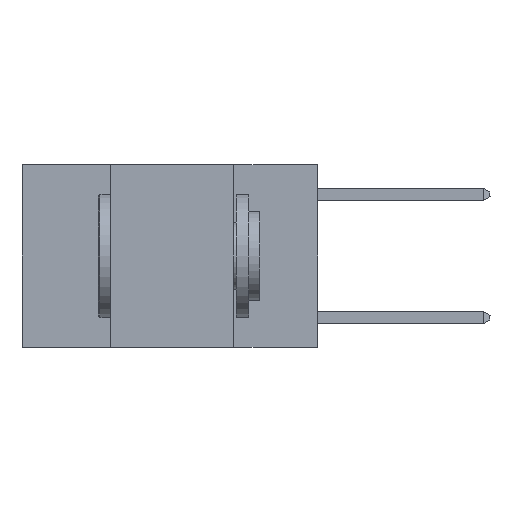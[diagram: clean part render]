
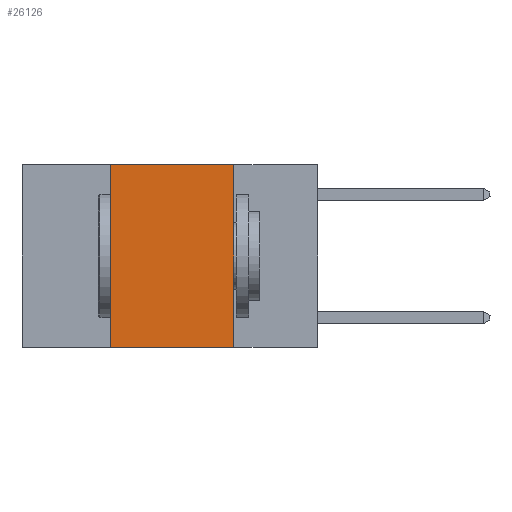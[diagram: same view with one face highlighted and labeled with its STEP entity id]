
A CAD part, left-side view. The second image highlights one B-rep face of the part: STEP entity #26126.
In plain terms, the highlighted planar face has unit normal (-1, 0, 0).
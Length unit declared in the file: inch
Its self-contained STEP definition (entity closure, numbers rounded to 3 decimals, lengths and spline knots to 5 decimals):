
#1534 = CARTESIAN_POINT ( 'NONE',  ( 0., 0.6, 0. ) ) ;
#1662 = DIRECTION ( 'NONE',  ( 1., 0., 0. ) ) ;
#2911 = CARTESIAN_POINT ( 'NONE',  ( 0., 0.6, -0.37 ) ) ;
#3612 = DIRECTION ( 'NONE',  ( 0., 0., 1. ) ) ;
#3694 = DIRECTION ( 'NONE',  ( 0., 0., -1. ) ) ;
#3932 = VECTOR ( 'NONE', #13851, 39.37008 ) ;
#4540 = VERTEX_POINT ( 'NONE', #17983 ) ;
#5585 = FACE_OUTER_BOUND ( 'NONE', #28522, .T. ) ;
#7047 = CARTESIAN_POINT ( 'NONE',  ( 0., 0.17, 0. ) ) ;
#8228 = EDGE_CURVE ( 'NONE', #17527, #22657, #25534, .T. ) ;
#9222 = LINE ( 'NONE', #7047, #3932 ) ;
#10284 = EDGE_CURVE ( 'NONE', #22547, #4540, #9222, .T. ) ;
#10463 = ORIENTED_EDGE ( 'NONE', *, *, #10284, .F. ) ;
#11731 = DIRECTION ( 'NONE',  ( 0., -1., 0. ) ) ;
#12827 = VECTOR ( 'NONE', #24649, 39.37008 ) ;
#13851 = DIRECTION ( 'NONE',  ( 0., 0., -1. ) ) ;
#14043 = EDGE_CURVE ( 'NONE', #22657, #22547, #24787, .T. ) ;
#14268 = PLANE ( 'NONE',  #28558 ) ;
#15133 = VECTOR ( 'NONE', #3612, 39.37008 ) ;
#15214 = CARTESIAN_POINT ( 'NONE',  ( 0., 0.17, 0. ) ) ;
#15839 = VECTOR ( 'NONE', #11731, 39.37008 ) ;
#17527 = VERTEX_POINT ( 'NONE', #26878 ) ;
#17983 = CARTESIAN_POINT ( 'NONE',  ( 0., 0.17, -0.37 ) ) ;
#21019 = CARTESIAN_POINT ( 'NONE',  ( 0., 0.42, 0. ) ) ;
#21413 = ORIENTED_EDGE ( 'NONE', *, *, #14043, .F. ) ;
#21589 = ORIENTED_EDGE ( 'NONE', *, *, #22334, .T. ) ;
#22175 = CARTESIAN_POINT ( 'NONE',  ( 0., 0.6, 0. ) ) ;
#22334 = EDGE_CURVE ( 'NONE', #17527, #4540, #26871, .T. ) ;
#22547 = VERTEX_POINT ( 'NONE', #15214 ) ;
#22657 = VERTEX_POINT ( 'NONE', #28289 ) ;
#24649 = DIRECTION ( 'NONE',  ( 0., -1., 0. ) ) ;
#24787 = LINE ( 'NONE', #22175, #12827 ) ;
#25534 = LINE ( 'NONE', #21019, #15133 ) ;
#26126 = ADVANCED_FACE ( 'NONE', ( #5585 ), #14268, .F. ) ;
#26242 = ORIENTED_EDGE ( 'NONE', *, *, #8228, .F. ) ;
#26871 = LINE ( 'NONE', #2911, #15839 ) ;
#26878 = CARTESIAN_POINT ( 'NONE',  ( 0., 0.42, -0.37 ) ) ;
#28289 = CARTESIAN_POINT ( 'NONE',  ( 0., 0.42, 0. ) ) ;
#28522 = EDGE_LOOP ( 'NONE', ( #10463, #21413, #26242, #21589 ) ) ;
#28558 = AXIS2_PLACEMENT_3D ( 'NONE', #1534, #1662, #3694 ) ;
